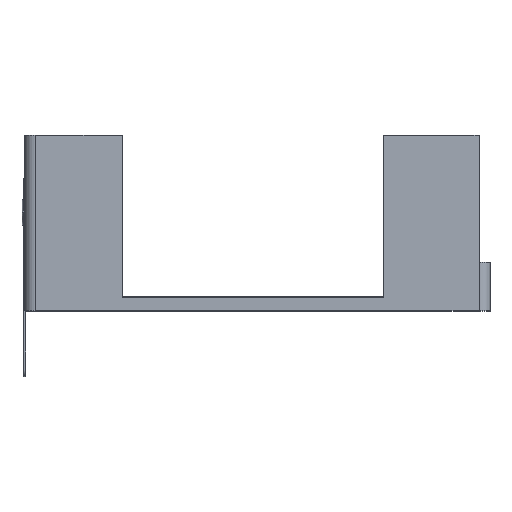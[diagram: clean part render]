
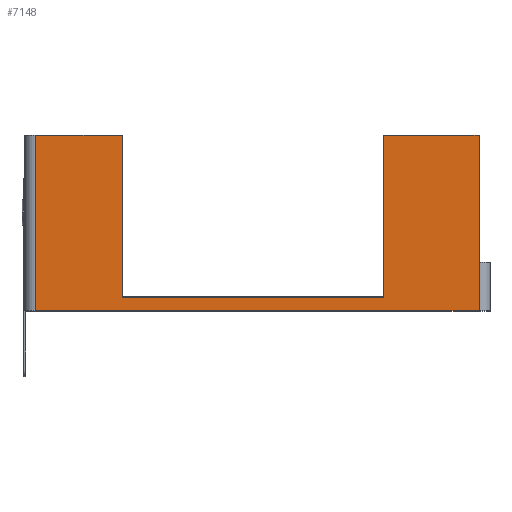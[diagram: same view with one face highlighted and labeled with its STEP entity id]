
A CAD part, top view. The second image highlights one B-rep face of the part: STEP entity #7148.
In plain terms, the highlighted planar face has unit normal (0, 0, 1).
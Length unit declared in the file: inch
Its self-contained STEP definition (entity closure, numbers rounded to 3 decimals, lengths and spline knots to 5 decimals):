
#157 = VERTEX_POINT ( 'NONE', #1138 ) ;
#295 = LINE ( 'NONE', #560, #962 ) ;
#455 = DIRECTION ( 'NONE',  ( 1., 0., 0. ) ) ;
#546 = DIRECTION ( 'NONE',  ( 0., -1., 0. ) ) ;
#560 = CARTESIAN_POINT ( 'NONE',  ( 0., 0., 0.582 ) ) ;
#962 = VECTOR ( 'NONE', #7797, 39.37008 ) ;
#1027 = EDGE_CURVE ( 'NONE', #157, #3173, #2697, .T. ) ;
#1090 = LINE ( 'NONE', #6283, #3547 ) ;
#1138 = CARTESIAN_POINT ( 'NONE',  ( 0.575, 0.8, 0.582 ) ) ;
#1146 = EDGE_LOOP ( 'NONE', ( #4228, #6782, #6224, #5696, #3875, #4648, #3436, #1308, #1463 ) ) ;
#1266 = CARTESIAN_POINT ( 'NONE',  ( 0., 0.8, 0.582 ) ) ;
#1308 = ORIENTED_EDGE ( 'NONE', *, *, #3667, .F. ) ;
#1313 = LINE ( 'NONE', #5614, #2746 ) ;
#1334 = EDGE_CURVE ( 'NONE', #157, #2711, #5949, .T. ) ;
#1398 = FACE_OUTER_BOUND ( 'NONE', #1146, .T. ) ;
#1463 = ORIENTED_EDGE ( 'NONE', *, *, #4964, .T. ) ;
#1822 = EDGE_CURVE ( 'NONE', #5676, #2173, #295, .T. ) ;
#1838 = EDGE_CURVE ( 'NONE', #6941, #2173, #3422, .T. ) ;
#1916 = DIRECTION ( 'NONE',  ( 0., 0., -1. ) ) ;
#2027 = VECTOR ( 'NONE', #4565, 39.37008 ) ;
#2173 = VERTEX_POINT ( 'NONE', #6401 ) ;
#2365 = CARTESIAN_POINT ( 'NONE',  ( -0.615, 0.8, 0.582 ) ) ;
#2542 = VERTEX_POINT ( 'NONE', #6880 ) ;
#2697 = LINE ( 'NONE', #7090, #2027 ) ;
#2711 = VERTEX_POINT ( 'NONE', #4577 ) ;
#2721 = VECTOR ( 'NONE', #546, 39.37008 ) ;
#2746 = VECTOR ( 'NONE', #7462, 39.37008 ) ;
#2858 = DIRECTION ( 'NONE',  ( 0., -1., 0. ) ) ;
#2920 = DIRECTION ( 'NONE',  ( 0., -1., 0. ) ) ;
#3025 = CARTESIAN_POINT ( 'NONE',  ( 0., 0.06, 0.582 ) ) ;
#3173 = VERTEX_POINT ( 'NONE', #4364 ) ;
#3422 = LINE ( 'NONE', #5487, #6621 ) ;
#3436 = ORIENTED_EDGE ( 'NONE', *, *, #7727, .F. ) ;
#3547 = VECTOR ( 'NONE', #7487, 39.37008 ) ;
#3667 = EDGE_CURVE ( 'NONE', #2542, #4053, #1090, .T. ) ;
#3717 = VECTOR ( 'NONE', #2858, 39.37008 ) ;
#3730 = CARTESIAN_POINT ( 'NONE',  ( -0.615, 0.06, 0.582 ) ) ;
#3875 = ORIENTED_EDGE ( 'NONE', *, *, #1027, .T. ) ;
#3897 = EDGE_CURVE ( 'NONE', #4602, #3173, #4713, .T. ) ;
#3937 = VECTOR ( 'NONE', #455, 39.37008 ) ;
#4053 = VERTEX_POINT ( 'NONE', #2365 ) ;
#4065 = CARTESIAN_POINT ( 'NONE',  ( -1.01, 0., 0.582 ) ) ;
#4162 = CARTESIAN_POINT ( 'NONE',  ( 1.01, 0.22, 0.582 ) ) ;
#4228 = ORIENTED_EDGE ( 'NONE', *, *, #1822, .T. ) ;
#4306 = VECTOR ( 'NONE', #6169, 39.37008 ) ;
#4333 = LINE ( 'NONE', #6084, #2721 ) ;
#4364 = CARTESIAN_POINT ( 'NONE',  ( 0.575, 0.06, 0.582 ) ) ;
#4565 = DIRECTION ( 'NONE',  ( 0., -1., 0. ) ) ;
#4577 = CARTESIAN_POINT ( 'NONE',  ( 1.01, 0.8, 0.582 ) ) ;
#4602 = VERTEX_POINT ( 'NONE', #3730 ) ;
#4648 = ORIENTED_EDGE ( 'NONE', *, *, #3897, .F. ) ;
#4713 = LINE ( 'NONE', #5352, #3937 ) ;
#4964 = EDGE_CURVE ( 'NONE', #2542, #5676, #5380, .T. ) ;
#5352 = CARTESIAN_POINT ( 'NONE',  ( 0., 0.06, 0.582 ) ) ;
#5380 = LINE ( 'NONE', #7194, #3717 ) ;
#5487 = CARTESIAN_POINT ( 'NONE',  ( 1.01, 0.22, 0.582 ) ) ;
#5614 = CARTESIAN_POINT ( 'NONE',  ( 1.01, 0.8, 0.582 ) ) ;
#5676 = VERTEX_POINT ( 'NONE', #4065 ) ;
#5696 = ORIENTED_EDGE ( 'NONE', *, *, #1334, .F. ) ;
#5949 = LINE ( 'NONE', #1266, #4306 ) ;
#6016 = PLANE ( 'NONE',  #6266 ) ;
#6084 = CARTESIAN_POINT ( 'NONE',  ( -0.615, 0.8, 0.582 ) ) ;
#6169 = DIRECTION ( 'NONE',  ( 1., 0., 0. ) ) ;
#6224 = ORIENTED_EDGE ( 'NONE', *, *, #6600, .F. ) ;
#6266 = AXIS2_PLACEMENT_3D ( 'NONE', #3025, #1916, #6338 ) ;
#6283 = CARTESIAN_POINT ( 'NONE',  ( 0., 0.8, 0.582 ) ) ;
#6338 = DIRECTION ( 'NONE',  ( -1., 0., 0. ) ) ;
#6401 = CARTESIAN_POINT ( 'NONE',  ( 1.01, 0., 0.582 ) ) ;
#6600 = EDGE_CURVE ( 'NONE', #2711, #6941, #1313, .T. ) ;
#6621 = VECTOR ( 'NONE', #2920, 39.37008 ) ;
#6782 = ORIENTED_EDGE ( 'NONE', *, *, #1838, .F. ) ;
#6880 = CARTESIAN_POINT ( 'NONE',  ( -1.01, 0.8, 0.582 ) ) ;
#6941 = VERTEX_POINT ( 'NONE', #4162 ) ;
#7090 = CARTESIAN_POINT ( 'NONE',  ( 0.575, 0.8, 0.582 ) ) ;
#7148 = ADVANCED_FACE ( 'NONE', ( #1398 ), #6016, .F. ) ;
#7194 = CARTESIAN_POINT ( 'NONE',  ( -1.01, 0.8, 0.582 ) ) ;
#7462 = DIRECTION ( 'NONE',  ( 0., -1., 0. ) ) ;
#7487 = DIRECTION ( 'NONE',  ( 1., 0., 0. ) ) ;
#7727 = EDGE_CURVE ( 'NONE', #4053, #4602, #4333, .T. ) ;
#7797 = DIRECTION ( 'NONE',  ( 1., 0., 0. ) ) ;
